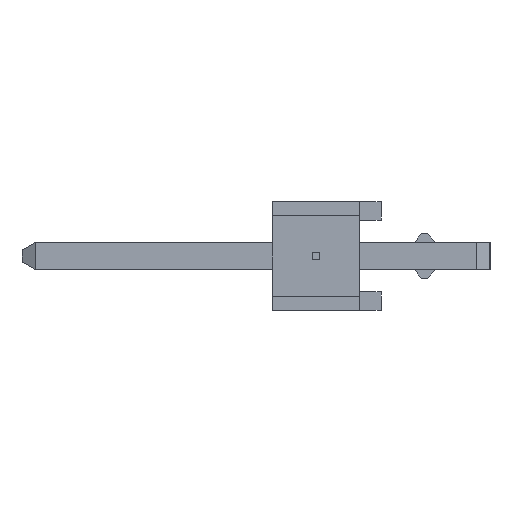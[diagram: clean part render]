
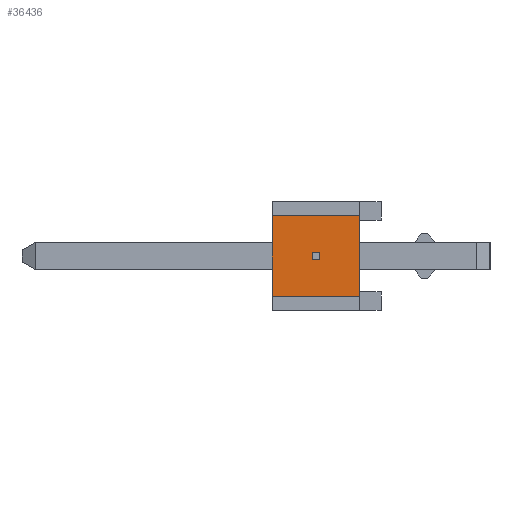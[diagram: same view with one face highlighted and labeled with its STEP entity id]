
A CAD part, left-side view. The second image highlights one B-rep face of the part: STEP entity #36436.
In plain terms, the highlighted planar face has unit normal (-1, 0, 0).
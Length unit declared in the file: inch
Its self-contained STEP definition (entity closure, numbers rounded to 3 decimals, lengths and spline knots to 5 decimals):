
#4487=ORIENTED_EDGE('',*,*,#13653,.F.);
#4488=ORIENTED_EDGE('',*,*,#13654,.F.);
#4489=ORIENTED_EDGE('',*,*,#13655,.F.);
#4490=ORIENTED_EDGE('',*,*,#13656,.F.);
#4491=ORIENTED_EDGE('',*,*,#13657,.F.);
#4492=ORIENTED_EDGE('',*,*,#13658,.F.);
#4493=ORIENTED_EDGE('',*,*,#13659,.F.);
#4494=ORIENTED_EDGE('',*,*,#13660,.F.);
#13653=EDGE_CURVE('',#17803,#17804,#22077,.T.);
#13654=EDGE_CURVE('',#17805,#17803,#22078,.T.);
#13655=EDGE_CURVE('',#17806,#17805,#22079,.T.);
#13656=EDGE_CURVE('',#17804,#17806,#22080,.T.);
#13657=EDGE_CURVE('',#17807,#17808,#22081,.T.);
#13658=EDGE_CURVE('',#17809,#17807,#22082,.T.);
#13659=EDGE_CURVE('',#17810,#17809,#22083,.T.);
#13660=EDGE_CURVE('',#17808,#17810,#22084,.T.);
#17803=VERTEX_POINT('',#55231);
#17804=VERTEX_POINT('',#55232);
#17805=VERTEX_POINT('',#55234);
#17806=VERTEX_POINT('',#55236);
#17807=VERTEX_POINT('',#55239);
#17808=VERTEX_POINT('',#55240);
#17809=VERTEX_POINT('',#55242);
#17810=VERTEX_POINT('',#55244);
#22077=LINE('',#55230,#27257);
#22078=LINE('',#55233,#27258);
#22079=LINE('',#55235,#27259);
#22080=LINE('',#55237,#27260);
#22081=LINE('',#55238,#27261);
#22082=LINE('',#55241,#27262);
#22083=LINE('',#55243,#27263);
#22084=LINE('',#55245,#27264);
#27257=VECTOR('',#44648,39.37008);
#27258=VECTOR('',#44649,39.37008);
#27259=VECTOR('',#44650,39.37008);
#27260=VECTOR('',#44651,39.37008);
#27261=VECTOR('',#44652,39.37008);
#27262=VECTOR('',#44653,39.37008);
#27263=VECTOR('',#44654,39.37008);
#27264=VECTOR('',#44655,39.37008);
#30051=EDGE_LOOP('',(#4487,#4488,#4489,#4490));
#30052=EDGE_LOOP('',(#4491,#4492,#4493,#4494));
#32233=FACE_BOUND('',#30051,.T.);
#32234=FACE_BOUND('',#30052,.T.);
#34415=PLANE('',#38483);
#36436=ADVANCED_FACE('',(#32233,#32234),#34415,.F.);
#38483=AXIS2_PLACEMENT_3D('',#55229,#44646,#44647);
#44646=DIRECTION('',(1.,0.,0.));
#44647=DIRECTION('',(0.,0.,-1.));
#44648=DIRECTION('',(0.,0.,-1.));
#44649=DIRECTION('',(0.,1.,0.));
#44650=DIRECTION('',(0.,0.,1.));
#44651=DIRECTION('',(0.,-1.,0.));
#44652=DIRECTION('',(0.,0.,-1.));
#44653=DIRECTION('',(0.,-1.,0.));
#44654=DIRECTION('',(0.,0.,1.));
#44655=DIRECTION('',(0.,1.,0.));
#55229=CARTESIAN_POINT('',(-1.992,0.,0.));
#55230=CARTESIAN_POINT('',(-1.992,0.06353,0.));
#55231=CARTESIAN_POINT('',(-1.992,0.06353,0.00339));
#55232=CARTESIAN_POINT('',(-1.992,0.06353,-0.00339));
#55233=CARTESIAN_POINT('',(-1.992,0.,0.00339));
#55234=CARTESIAN_POINT('',(-1.992,0.05647,0.00339));
#55235=CARTESIAN_POINT('',(-1.992,0.05647,0.));
#55236=CARTESIAN_POINT('',(-1.992,0.05647,-0.00339));
#55237=CARTESIAN_POINT('',(-1.992,0.,-0.00339));
#55238=CARTESIAN_POINT('',(-1.992,0.02,0.));
#55239=CARTESIAN_POINT('',(-1.992,0.02,0.037));
#55240=CARTESIAN_POINT('',(-1.992,0.02,-0.037));
#55241=CARTESIAN_POINT('',(-1.992,0.1,0.037));
#55242=CARTESIAN_POINT('',(-1.992,0.1,0.037));
#55243=CARTESIAN_POINT('',(-1.992,0.1,-0.037));
#55244=CARTESIAN_POINT('',(-1.992,0.1,-0.037));
#55245=CARTESIAN_POINT('',(-1.992,0.,-0.037));
